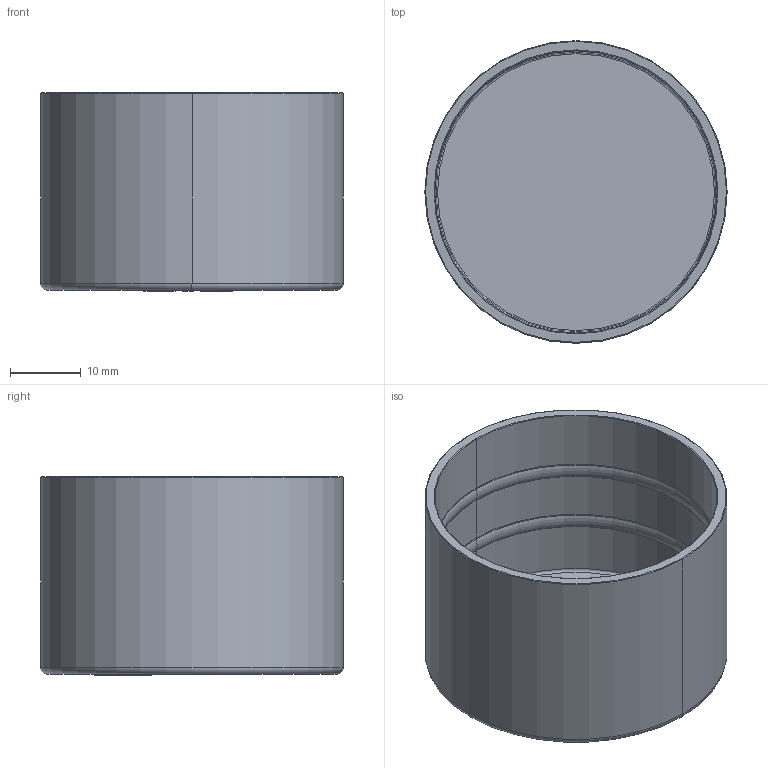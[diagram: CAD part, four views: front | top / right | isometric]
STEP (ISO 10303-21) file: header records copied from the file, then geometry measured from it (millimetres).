
FILE_DESCRIPTION((''),'2;1');
FILE_NAME('SM-Z0001_1605866','2013-10-23T',('vbengel'),(''),'PRO/ENGINEER BY PARAMETRIC TECHNOLOGY CORPORATION, 2012480','PRO/ENGINEER BY PARAMETRIC TECHNOLOGY CORPORATION, 2012480','');
FILE_SCHEMA(('AUTOMOTIVE_DESIGN { 1 0 10303 214 1 1 1 1 }'));
Length unit declared in the file: millimetre
Products named in the file (1): SM-Z0001_1605866
Bounding box: 42.8 x 42.8 x 28.05 mm (x, y, z)
Volume: 6322.8 mm3; surface area: 9954.4 mm2
Topology: 1 solids, 1 shells, 114 faces, 297 edges, 190 vertices
Faces by surface type: plane 86, torus 20, cylinder 8
Entity records: 3596 total; most frequent: CARTESIAN_POINT 603, ORIENTED_EDGE 594, DIRECTION 577, EDGE_CURVE 297, VECTOR 245, LINE 245, VERTEX_POINT 190, AXIS2_PLACEMENT_3D 166
